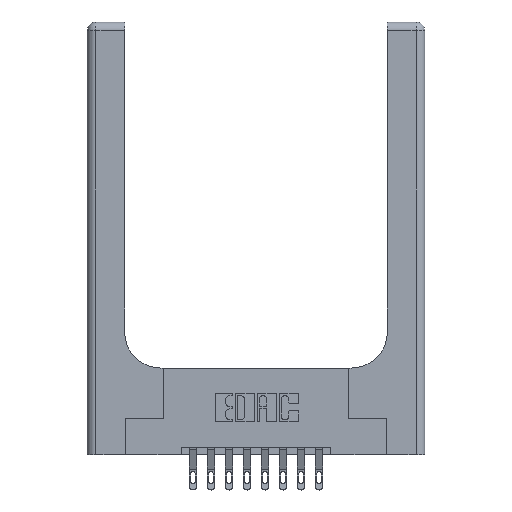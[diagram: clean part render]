
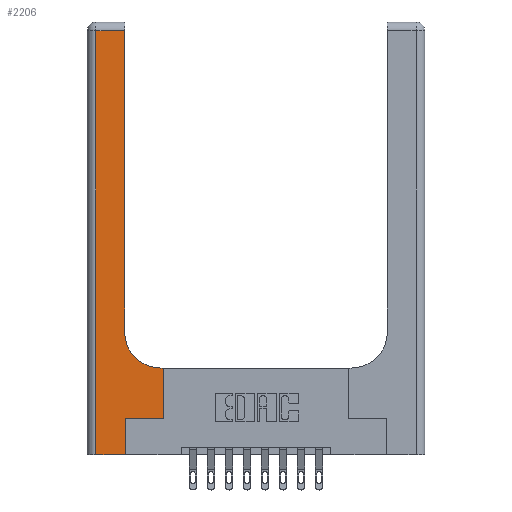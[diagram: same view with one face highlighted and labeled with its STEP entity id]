
A CAD part, top view. The second image highlights one B-rep face of the part: STEP entity #2206.
In plain terms, the highlighted planar face has unit normal (0, 0, 1).
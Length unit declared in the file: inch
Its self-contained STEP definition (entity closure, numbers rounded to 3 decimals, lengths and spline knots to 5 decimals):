
#175 = VECTOR ( 'NONE', #5174, 39.37008 ) ;
#399 = AXIS2_PLACEMENT_3D ( 'NONE', #12492, #8931, #4273 ) ;
#431 = CARTESIAN_POINT ( 'NONE',  ( 0.265, 0.25, 0.37 ) ) ;
#513 = LINE ( 'NONE', #10754, #12395 ) ;
#517 = CARTESIAN_POINT ( 'NONE',  ( 0.528, 0.6, 0.37 ) ) ;
#925 = VECTOR ( 'NONE', #1923, 39.37008 ) ;
#1093 = EDGE_CURVE ( 'NONE', #10137, #3390, #12039, .T. ) ;
#1685 = VERTEX_POINT ( 'NONE', #5381 ) ;
#1792 = DIRECTION ( 'NONE',  ( -1., 0., 0. ) ) ;
#1895 = CARTESIAN_POINT ( 'NONE',  ( 0.06, 0., 0.37 ) ) ;
#1923 = DIRECTION ( 'NONE',  ( -1., 0., 0. ) ) ;
#2184 = EDGE_CURVE ( 'NONE', #5065, #1685, #5469, .T. ) ;
#2206 = ADVANCED_FACE ( 'NONE', ( #3447 ), #3026, .F. ) ;
#2343 = VERTEX_POINT ( 'NONE', #12687 ) ;
#2607 = VECTOR ( 'NONE', #14172, 39.37008 ) ;
#2666 = EDGE_CURVE ( 'NONE', #13094, #13237, #13291, .T. ) ;
#3026 = PLANE ( 'NONE',  #6443 ) ;
#3390 = VERTEX_POINT ( 'NONE', #4346 ) ;
#3391 = CARTESIAN_POINT ( 'NONE',  ( 0., 2.94, 0.37 ) ) ;
#3447 = FACE_OUTER_BOUND ( 'NONE', #8504, .T. ) ;
#3852 = DIRECTION ( 'NONE',  ( 1., 0., 0. ) ) ;
#3975 = ORIENTED_EDGE ( 'NONE', *, *, #13974, .T. ) ;
#4059 = EDGE_CURVE ( 'NONE', #2343, #7901, #9816, .T. ) ;
#4062 = CARTESIAN_POINT ( 'NONE',  ( 0., 3., 0.37 ) ) ;
#4180 = VECTOR ( 'NONE', #3852, 39.37008 ) ;
#4218 = LINE ( 'NONE', #9420, #10145 ) ;
#4224 = ORIENTED_EDGE ( 'NONE', *, *, #14339, .T. ) ;
#4273 = DIRECTION ( 'NONE',  ( 1., 0., 0. ) ) ;
#4346 = CARTESIAN_POINT ( 'NONE',  ( 0.528, 0.25, 0.37 ) ) ;
#4430 = LINE ( 'NONE', #8318, #14271 ) ;
#4831 = ORIENTED_EDGE ( 'NONE', *, *, #5754, .T. ) ;
#5065 = VERTEX_POINT ( 'NONE', #7380 ) ;
#5174 = DIRECTION ( 'NONE',  ( 0., 1., 0. ) ) ;
#5381 = CARTESIAN_POINT ( 'NONE',  ( 0.26, 0.85, 0.37 ) ) ;
#5469 = CIRCLE ( 'NONE', #399, 0.25 ) ;
#5754 = EDGE_CURVE ( 'NONE', #12310, #5065, #14642, .T. ) ;
#6443 = AXIS2_PLACEMENT_3D ( 'NONE', #4062, #7682, #1792 ) ;
#6462 = LINE ( 'NONE', #8715, #175 ) ;
#6887 = EDGE_CURVE ( 'NONE', #7901, #13094, #513, .T. ) ;
#6921 = ORIENTED_EDGE ( 'NONE', *, *, #2666, .T. ) ;
#7380 = CARTESIAN_POINT ( 'NONE',  ( 0.51, 0.6, 0.37 ) ) ;
#7682 = DIRECTION ( 'NONE',  ( 0., 0., -1. ) ) ;
#7886 = ORIENTED_EDGE ( 'NONE', *, *, #4059, .T. ) ;
#7901 = VERTEX_POINT ( 'NONE', #15246 ) ;
#8318 = CARTESIAN_POINT ( 'NONE',  ( 0.265, 0., 0.37 ) ) ;
#8504 = EDGE_LOOP ( 'NONE', ( #3975, #7886, #9055, #6921, #10187, #9969, #4224, #4831, #10253 ) ) ;
#8612 = CARTESIAN_POINT ( 'NONE',  ( 0., 0., 0.37 ) ) ;
#8715 = CARTESIAN_POINT ( 'NONE',  ( 0.26, 3., 0.37 ) ) ;
#8931 = DIRECTION ( 'NONE',  ( 0., 0., -1. ) ) ;
#9055 = ORIENTED_EDGE ( 'NONE', *, *, #6887, .T. ) ;
#9420 = CARTESIAN_POINT ( 'NONE',  ( 0.528, 0.25, 0.37 ) ) ;
#9628 = DIRECTION ( 'NONE',  ( 0., 1., 0. ) ) ;
#9816 = LINE ( 'NONE', #3391, #2607 ) ;
#9969 = ORIENTED_EDGE ( 'NONE', *, *, #1093, .T. ) ;
#10137 = VERTEX_POINT ( 'NONE', #431 ) ;
#10145 = VECTOR ( 'NONE', #9628, 39.37008 ) ;
#10187 = ORIENTED_EDGE ( 'NONE', *, *, #12715, .T. ) ;
#10253 = ORIENTED_EDGE ( 'NONE', *, *, #2184, .T. ) ;
#10488 = CARTESIAN_POINT ( 'NONE',  ( 0.265, 0.25, 0.37 ) ) ;
#10754 = CARTESIAN_POINT ( 'NONE',  ( 0.06, 3., 0.37 ) ) ;
#11609 = DIRECTION ( 'NONE',  ( 1., 0., 0. ) ) ;
#11878 = CARTESIAN_POINT ( 'NONE',  ( 0.265, 0., 0.37 ) ) ;
#12039 = LINE ( 'NONE', #10488, #13869 ) ;
#12310 = VERTEX_POINT ( 'NONE', #517 ) ;
#12395 = VECTOR ( 'NONE', #13263, 39.37008 ) ;
#12492 = CARTESIAN_POINT ( 'NONE',  ( 0.51, 0.85, 0.37 ) ) ;
#12687 = CARTESIAN_POINT ( 'NONE',  ( 0.26, 2.94, 0.37 ) ) ;
#12715 = EDGE_CURVE ( 'NONE', #13237, #10137, #4430, .T. ) ;
#13094 = VERTEX_POINT ( 'NONE', #1895 ) ;
#13237 = VERTEX_POINT ( 'NONE', #11878 ) ;
#13263 = DIRECTION ( 'NONE',  ( 0., -1., 0. ) ) ;
#13291 = LINE ( 'NONE', #8612, #4180 ) ;
#13869 = VECTOR ( 'NONE', #11609, 39.37008 ) ;
#13882 = CARTESIAN_POINT ( 'NONE',  ( 0.26, 0.6, 0.37 ) ) ;
#13974 = EDGE_CURVE ( 'NONE', #1685, #2343, #6462, .T. ) ;
#14172 = DIRECTION ( 'NONE',  ( -1., 0., 0. ) ) ;
#14271 = VECTOR ( 'NONE', #14294, 39.37008 ) ;
#14294 = DIRECTION ( 'NONE',  ( 0., 1., 0. ) ) ;
#14339 = EDGE_CURVE ( 'NONE', #3390, #12310, #4218, .T. ) ;
#14642 = LINE ( 'NONE', #13882, #925 ) ;
#15246 = CARTESIAN_POINT ( 'NONE',  ( 0.06, 2.94, 0.37 ) ) ;
